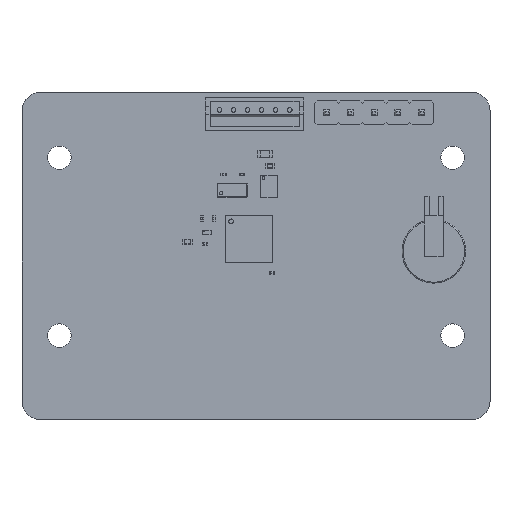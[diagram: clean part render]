
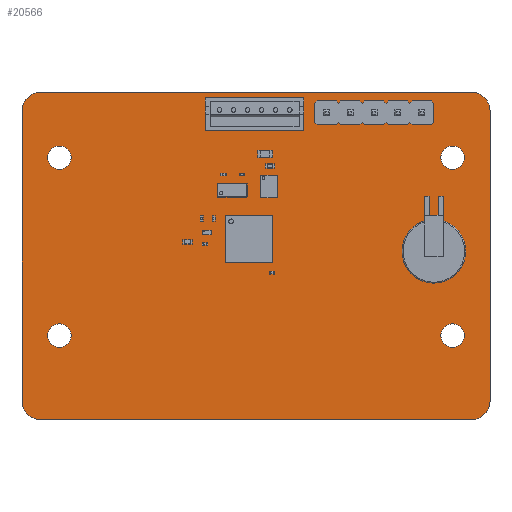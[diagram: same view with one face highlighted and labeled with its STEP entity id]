
A CAD part, top view. The second image highlights one B-rep face of the part: STEP entity #20566.
In plain terms, the highlighted planar face has unit normal (0, 0, 1).
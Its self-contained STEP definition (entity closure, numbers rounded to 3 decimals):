
#20228 = VERTEX_POINT('',#20229);
#20229 = CARTESIAN_POINT('',(48.,35.,0.4));
#20235 = EDGE_CURVE('',#20228,#20236,#20238,.T.);
#20236 = VERTEX_POINT('',#20237);
#20237 = CARTESIAN_POINT('',(49.997,33.143,0.4));
#20238 = CIRCLE('',#20239,1.998);
#20239 = AXIS2_PLACEMENT_3D('',#20240,#20241,#20242);
#20240 = CARTESIAN_POINT('',(48.005,33.002,0.4));
#20241 = DIRECTION('',(0.,0.,-1.));
#20242 = DIRECTION('',(-0.002,1.,0.));
#20270 = VERTEX_POINT('',#20271);
#20271 = CARTESIAN_POINT('',(2.,35.,0.4));
#20277 = EDGE_CURVE('',#20270,#20228,#20278,.T.);
#20278 = LINE('',#20279,#20280);
#20279 = CARTESIAN_POINT('',(2.,35.,0.4));
#20280 = VECTOR('',#20281,1.);
#20281 = DIRECTION('',(1.,0.,0.));
#20299 = EDGE_CURVE('',#20236,#20300,#20302,.T.);
#20300 = VERTEX_POINT('',#20301);
#20301 = CARTESIAN_POINT('',(50.,33.,0.4));
#20302 = LINE('',#20303,#20304);
#20303 = CARTESIAN_POINT('',(49.997,33.143,0.4));
#20304 = VECTOR('',#20305,1.);
#20305 = DIRECTION('',(0.018,-1.,0.));
#20566 = ADVANCED_FACE('',(#20567,#20637,#20648,#20659,#20670,#20681,
    #20692,#20703,#20714,#20725,#20736,#20747,#20758,#20769,#20780,
    #20791),#20802,.T.);
#20567 = FACE_BOUND('',#20568,.T.);
#20568 = EDGE_LOOP('',(#20569,#20570,#20571,#20579,#20588,#20596,#20605,
    #20613,#20621,#20630,#20636));
#20569 = ORIENTED_EDGE('',*,*,#20235,.F.);
#20570 = ORIENTED_EDGE('',*,*,#20277,.F.);
#20571 = ORIENTED_EDGE('',*,*,#20572,.F.);
#20572 = EDGE_CURVE('',#20573,#20270,#20575,.T.);
#20573 = VERTEX_POINT('',#20574);
#20574 = CARTESIAN_POINT('',(1.857,34.997,0.4));
#20575 = LINE('',#20576,#20577);
#20576 = CARTESIAN_POINT('',(1.857,34.997,0.4));
#20577 = VECTOR('',#20578,1.);
#20578 = DIRECTION('',(1.,0.018,0.));
#20579 = ORIENTED_EDGE('',*,*,#20580,.F.);
#20580 = EDGE_CURVE('',#20581,#20573,#20583,.T.);
#20581 = VERTEX_POINT('',#20582);
#20582 = CARTESIAN_POINT('',(0.,33.,0.4));
#20583 = CIRCLE('',#20584,1.998);
#20584 = AXIS2_PLACEMENT_3D('',#20585,#20586,#20587);
#20585 = CARTESIAN_POINT('',(1.998,33.005,0.4));
#20586 = DIRECTION('',(0.,0.,-1.));
#20587 = DIRECTION('',(-1.,-0.002,-0.));
#20588 = ORIENTED_EDGE('',*,*,#20589,.F.);
#20589 = EDGE_CURVE('',#20590,#20581,#20592,.T.);
#20590 = VERTEX_POINT('',#20591);
#20591 = CARTESIAN_POINT('',(0.,2.,0.4));
#20592 = LINE('',#20593,#20594);
#20593 = CARTESIAN_POINT('',(0.,2.,0.4));
#20594 = VECTOR('',#20595,1.);
#20595 = DIRECTION('',(0.,1.,0.));
#20596 = ORIENTED_EDGE('',*,*,#20597,.F.);
#20597 = EDGE_CURVE('',#20598,#20590,#20600,.T.);
#20598 = VERTEX_POINT('',#20599);
#20599 = CARTESIAN_POINT('',(2.,0.,0.4));
#20600 = CIRCLE('',#20601,2.);
#20601 = AXIS2_PLACEMENT_3D('',#20602,#20603,#20604);
#20602 = CARTESIAN_POINT('',(2.,2.,0.4));
#20603 = DIRECTION('',(0.,0.,-1.));
#20604 = DIRECTION('',(0.,-1.,0.));
#20605 = ORIENTED_EDGE('',*,*,#20606,.F.);
#20606 = EDGE_CURVE('',#20607,#20598,#20609,.T.);
#20607 = VERTEX_POINT('',#20608);
#20608 = CARTESIAN_POINT('',(48.,0.,0.4));
#20609 = LINE('',#20610,#20611);
#20610 = CARTESIAN_POINT('',(48.,0.,0.4));
#20611 = VECTOR('',#20612,1.);
#20612 = DIRECTION('',(-1.,0.,0.));
#20613 = ORIENTED_EDGE('',*,*,#20614,.F.);
#20614 = EDGE_CURVE('',#20615,#20607,#20617,.T.);
#20615 = VERTEX_POINT('',#20616);
#20616 = CARTESIAN_POINT('',(48.143,0.003,0.4));
#20617 = LINE('',#20618,#20619);
#20618 = CARTESIAN_POINT('',(48.143,0.003,0.4));
#20619 = VECTOR('',#20620,1.);
#20620 = DIRECTION('',(-1.,-0.018,0.));
#20621 = ORIENTED_EDGE('',*,*,#20622,.F.);
#20622 = EDGE_CURVE('',#20623,#20615,#20625,.T.);
#20623 = VERTEX_POINT('',#20624);
#20624 = CARTESIAN_POINT('',(50.,2.,0.4));
#20625 = CIRCLE('',#20626,1.998);
#20626 = AXIS2_PLACEMENT_3D('',#20627,#20628,#20629);
#20627 = CARTESIAN_POINT('',(48.002,1.995,0.4));
#20628 = DIRECTION('',(0.,0.,-1.));
#20629 = DIRECTION('',(1.,0.002,0.));
#20630 = ORIENTED_EDGE('',*,*,#20631,.F.);
#20631 = EDGE_CURVE('',#20300,#20623,#20632,.T.);
#20632 = LINE('',#20633,#20634);
#20633 = CARTESIAN_POINT('',(50.,33.,0.4));
#20634 = VECTOR('',#20635,1.);
#20635 = DIRECTION('',(0.,-1.,0.));
#20636 = ORIENTED_EDGE('',*,*,#20299,.F.);
#20637 = FACE_BOUND('',#20638,.T.);
#20638 = EDGE_LOOP('',(#20639));
#20639 = ORIENTED_EDGE('',*,*,#20640,.T.);
#20640 = EDGE_CURVE('',#20641,#20641,#20643,.T.);
#20641 = VERTEX_POINT('',#20642);
#20642 = CARTESIAN_POINT('',(4.,7.75,0.4));
#20643 = CIRCLE('',#20644,1.25);
#20644 = AXIS2_PLACEMENT_3D('',#20645,#20646,#20647);
#20645 = CARTESIAN_POINT('',(4.,9.,0.4));
#20646 = DIRECTION('',(-0.,0.,-1.));
#20647 = DIRECTION('',(-0.,-1.,0.));
#20648 = FACE_BOUND('',#20649,.T.);
#20649 = EDGE_LOOP('',(#20650));
#20650 = ORIENTED_EDGE('',*,*,#20651,.T.);
#20651 = EDGE_CURVE('',#20652,#20652,#20654,.T.);
#20652 = VERTEX_POINT('',#20653);
#20653 = CARTESIAN_POINT('',(46.,7.75,0.4));
#20654 = CIRCLE('',#20655,1.25);
#20655 = AXIS2_PLACEMENT_3D('',#20656,#20657,#20658);
#20656 = CARTESIAN_POINT('',(46.,9.,0.4));
#20657 = DIRECTION('',(-0.,0.,-1.));
#20658 = DIRECTION('',(-0.,-1.,0.));
#20659 = FACE_BOUND('',#20660,.T.);
#20660 = EDGE_LOOP('',(#20661));
#20661 = ORIENTED_EDGE('',*,*,#20662,.T.);
#20662 = EDGE_CURVE('',#20663,#20663,#20665,.T.);
#20663 = VERTEX_POINT('',#20664);
#20664 = CARTESIAN_POINT('',(4.,26.75,0.4));
#20665 = CIRCLE('',#20666,1.25);
#20666 = AXIS2_PLACEMENT_3D('',#20667,#20668,#20669);
#20667 = CARTESIAN_POINT('',(4.,28.,0.4));
#20668 = DIRECTION('',(-0.,0.,-1.));
#20669 = DIRECTION('',(-0.,-1.,0.));
#20670 = FACE_BOUND('',#20671,.T.);
#20671 = EDGE_LOOP('',(#20672));
#20672 = ORIENTED_EDGE('',*,*,#20673,.T.);
#20673 = EDGE_CURVE('',#20674,#20674,#20676,.T.);
#20674 = VERTEX_POINT('',#20675);
#20675 = CARTESIAN_POINT('',(21.25,32.632,0.4));
#20676 = CIRCLE('',#20677,0.368);
#20677 = AXIS2_PLACEMENT_3D('',#20678,#20679,#20680);
#20678 = CARTESIAN_POINT('',(21.25,33.,0.4));
#20679 = DIRECTION('',(-0.,0.,-1.));
#20680 = DIRECTION('',(-0.,-1.,0.));
#20681 = FACE_BOUND('',#20682,.T.);
#20682 = EDGE_LOOP('',(#20683));
#20683 = ORIENTED_EDGE('',*,*,#20684,.T.);
#20684 = EDGE_CURVE('',#20685,#20685,#20687,.T.);
#20685 = VERTEX_POINT('',#20686);
#20686 = CARTESIAN_POINT('',(22.75,32.632,0.4));
#20687 = CIRCLE('',#20688,0.368);
#20688 = AXIS2_PLACEMENT_3D('',#20689,#20690,#20691);
#20689 = CARTESIAN_POINT('',(22.75,33.,0.4));
#20690 = DIRECTION('',(-0.,0.,-1.));
#20691 = DIRECTION('',(-0.,-1.,0.));
#20692 = FACE_BOUND('',#20693,.T.);
#20693 = EDGE_LOOP('',(#20694));
#20694 = ORIENTED_EDGE('',*,*,#20695,.T.);
#20695 = EDGE_CURVE('',#20696,#20696,#20698,.T.);
#20696 = VERTEX_POINT('',#20697);
#20697 = CARTESIAN_POINT('',(24.25,32.632,0.4));
#20698 = CIRCLE('',#20699,0.368);
#20699 = AXIS2_PLACEMENT_3D('',#20700,#20701,#20702);
#20700 = CARTESIAN_POINT('',(24.25,33.,0.4));
#20701 = DIRECTION('',(-0.,0.,-1.));
#20702 = DIRECTION('',(0.,-1.,0.));
#20703 = FACE_BOUND('',#20704,.T.);
#20704 = EDGE_LOOP('',(#20705));
#20705 = ORIENTED_EDGE('',*,*,#20706,.T.);
#20706 = EDGE_CURVE('',#20707,#20707,#20709,.T.);
#20707 = VERTEX_POINT('',#20708);
#20708 = CARTESIAN_POINT('',(25.75,32.632,0.4));
#20709 = CIRCLE('',#20710,0.368);
#20710 = AXIS2_PLACEMENT_3D('',#20711,#20712,#20713);
#20711 = CARTESIAN_POINT('',(25.75,33.,0.4));
#20712 = DIRECTION('',(-0.,0.,-1.));
#20713 = DIRECTION('',(0.,-1.,-0.));
#20714 = FACE_BOUND('',#20715,.T.);
#20715 = EDGE_LOOP('',(#20716));
#20716 = ORIENTED_EDGE('',*,*,#20717,.T.);
#20717 = EDGE_CURVE('',#20718,#20718,#20720,.T.);
#20718 = VERTEX_POINT('',#20719);
#20719 = CARTESIAN_POINT('',(27.25,32.632,0.4));
#20720 = CIRCLE('',#20721,0.368);
#20721 = AXIS2_PLACEMENT_3D('',#20722,#20723,#20724);
#20722 = CARTESIAN_POINT('',(27.25,33.,0.4));
#20723 = DIRECTION('',(-0.,0.,-1.));
#20724 = DIRECTION('',(0.,-1.,-0.));
#20725 = FACE_BOUND('',#20726,.T.);
#20726 = EDGE_LOOP('',(#20727));
#20727 = ORIENTED_EDGE('',*,*,#20728,.T.);
#20728 = EDGE_CURVE('',#20729,#20729,#20731,.T.);
#20729 = VERTEX_POINT('',#20730);
#20730 = CARTESIAN_POINT('',(28.75,32.632,0.4));
#20731 = CIRCLE('',#20732,0.368);
#20732 = AXIS2_PLACEMENT_3D('',#20733,#20734,#20735);
#20733 = CARTESIAN_POINT('',(28.75,33.,0.4));
#20734 = DIRECTION('',(-0.,0.,-1.));
#20735 = DIRECTION('',(-0.,-1.,0.));
#20736 = FACE_BOUND('',#20737,.T.);
#20737 = EDGE_LOOP('',(#20738));
#20738 = ORIENTED_EDGE('',*,*,#20739,.T.);
#20739 = EDGE_CURVE('',#20740,#20740,#20742,.T.);
#20740 = VERTEX_POINT('',#20741);
#20741 = CARTESIAN_POINT('',(32.54,32.3,0.4));
#20742 = CIRCLE('',#20743,0.5);
#20743 = AXIS2_PLACEMENT_3D('',#20744,#20745,#20746);
#20744 = CARTESIAN_POINT('',(32.54,32.8,0.4));
#20745 = DIRECTION('',(-0.,0.,-1.));
#20746 = DIRECTION('',(-0.,-1.,0.));
#20747 = FACE_BOUND('',#20748,.T.);
#20748 = EDGE_LOOP('',(#20749));
#20749 = ORIENTED_EDGE('',*,*,#20750,.T.);
#20750 = EDGE_CURVE('',#20751,#20751,#20753,.T.);
#20751 = VERTEX_POINT('',#20752);
#20752 = CARTESIAN_POINT('',(35.08,32.3,0.4));
#20753 = CIRCLE('',#20754,0.5);
#20754 = AXIS2_PLACEMENT_3D('',#20755,#20756,#20757);
#20755 = CARTESIAN_POINT('',(35.08,32.8,0.4));
#20756 = DIRECTION('',(-0.,0.,-1.));
#20757 = DIRECTION('',(-0.,-1.,0.));
#20758 = FACE_BOUND('',#20759,.T.);
#20759 = EDGE_LOOP('',(#20760));
#20760 = ORIENTED_EDGE('',*,*,#20761,.T.);
#20761 = EDGE_CURVE('',#20762,#20762,#20764,.T.);
#20762 = VERTEX_POINT('',#20763);
#20763 = CARTESIAN_POINT('',(46.,26.75,0.4));
#20764 = CIRCLE('',#20765,1.25);
#20765 = AXIS2_PLACEMENT_3D('',#20766,#20767,#20768);
#20766 = CARTESIAN_POINT('',(46.,28.,0.4));
#20767 = DIRECTION('',(-0.,0.,-1.));
#20768 = DIRECTION('',(-0.,-1.,0.));
#20769 = FACE_BOUND('',#20770,.T.);
#20770 = EDGE_LOOP('',(#20771));
#20771 = ORIENTED_EDGE('',*,*,#20772,.T.);
#20772 = EDGE_CURVE('',#20773,#20773,#20775,.T.);
#20773 = VERTEX_POINT('',#20774);
#20774 = CARTESIAN_POINT('',(37.62,32.3,0.4));
#20775 = CIRCLE('',#20776,0.5);
#20776 = AXIS2_PLACEMENT_3D('',#20777,#20778,#20779);
#20777 = CARTESIAN_POINT('',(37.62,32.8,0.4));
#20778 = DIRECTION('',(-0.,0.,-1.));
#20779 = DIRECTION('',(-0.,-1.,0.));
#20780 = FACE_BOUND('',#20781,.T.);
#20781 = EDGE_LOOP('',(#20782));
#20782 = ORIENTED_EDGE('',*,*,#20783,.T.);
#20783 = EDGE_CURVE('',#20784,#20784,#20786,.T.);
#20784 = VERTEX_POINT('',#20785);
#20785 = CARTESIAN_POINT('',(40.16,32.3,0.4));
#20786 = CIRCLE('',#20787,0.5);
#20787 = AXIS2_PLACEMENT_3D('',#20788,#20789,#20790);
#20788 = CARTESIAN_POINT('',(40.16,32.8,0.4));
#20789 = DIRECTION('',(-0.,0.,-1.));
#20790 = DIRECTION('',(-0.,-1.,0.));
#20791 = FACE_BOUND('',#20792,.T.);
#20792 = EDGE_LOOP('',(#20793));
#20793 = ORIENTED_EDGE('',*,*,#20794,.T.);
#20794 = EDGE_CURVE('',#20795,#20795,#20797,.T.);
#20795 = VERTEX_POINT('',#20796);
#20796 = CARTESIAN_POINT('',(42.7,32.3,0.4));
#20797 = CIRCLE('',#20798,0.5);
#20798 = AXIS2_PLACEMENT_3D('',#20799,#20800,#20801);
#20799 = CARTESIAN_POINT('',(42.7,32.8,0.4));
#20800 = DIRECTION('',(-0.,0.,-1.));
#20801 = DIRECTION('',(-0.,-1.,0.));
#20802 = PLANE('',#20803);
#20803 = AXIS2_PLACEMENT_3D('',#20804,#20805,#20806);
#20804 = CARTESIAN_POINT('',(0.,0.,0.4));
#20805 = DIRECTION('',(0.,0.,1.));
#20806 = DIRECTION('',(1.,0.,-0.));
